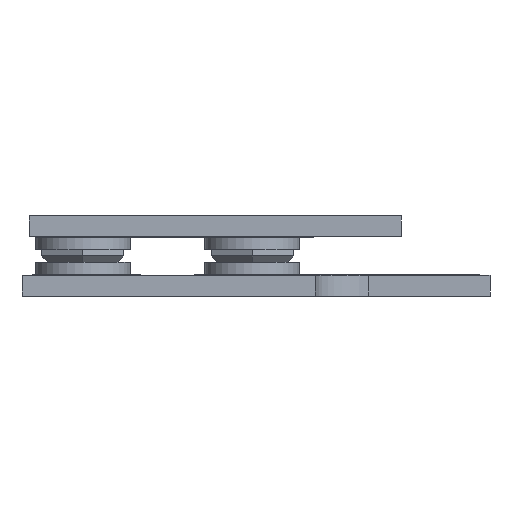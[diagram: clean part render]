
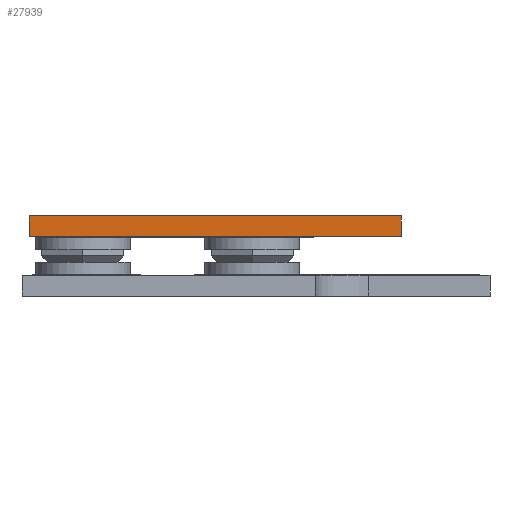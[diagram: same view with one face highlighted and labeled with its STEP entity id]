
A CAD part, left-side view. The second image highlights one B-rep face of the part: STEP entity #27939.
In plain terms, the highlighted face is planar.
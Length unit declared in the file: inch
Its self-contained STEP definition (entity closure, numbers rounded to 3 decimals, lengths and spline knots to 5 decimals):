
#4 = DIRECTION ( 'NONE',  ( 0., 0., -1. ) ) ;
#839 = CARTESIAN_POINT ( 'NONE',  ( 0.99, -0.275, 0.0155 ) ) ;
#2635 = LINE ( 'NONE', #25487, #12214 ) ;
#3184 = EDGE_LOOP ( 'NONE', ( #17412, #16121, #9735, #27433 ) ) ;
#5427 = DIRECTION ( 'NONE',  ( 0., 0., -1. ) ) ;
#5994 = DIRECTION ( 'NONE',  ( 0., 0., -1. ) ) ;
#6310 = CARTESIAN_POINT ( 'NONE',  ( 0.99, 0., -0.0155 ) ) ;
#7102 = CARTESIAN_POINT ( 'NONE',  ( 0.99, -0.275, 0.0155 ) ) ;
#7226 = VERTEX_POINT ( 'NONE', #7102 ) ;
#8974 = CARTESIAN_POINT ( 'NONE',  ( 0.99, -0.275, -0.0155 ) ) ;
#9073 = CARTESIAN_POINT ( 'NONE',  ( 0.99, 0.275, 0.0155 ) ) ;
#9136 = CARTESIAN_POINT ( 'NONE',  ( 0.99, 0.275, -0.0155 ) ) ;
#9297 = VECTOR ( 'NONE', #15513, 39.37008 ) ;
#9735 = ORIENTED_EDGE ( 'NONE', *, *, #31552, .T. ) ;
#10115 = DIRECTION ( 'NONE',  ( 1., 0., 0. ) ) ;
#10141 = VERTEX_POINT ( 'NONE', #9073 ) ;
#10720 = EDGE_CURVE ( 'NONE', #7226, #28169, #23918, .T. ) ;
#11807 = FACE_OUTER_BOUND ( 'NONE', #3184, .T. ) ;
#12214 = VECTOR ( 'NONE', #5994, 39.37008 ) ;
#13152 = VECTOR ( 'NONE', #4, 39.37008 ) ;
#13488 = CARTESIAN_POINT ( 'NONE',  ( 0.99, 0., 0.0155 ) ) ;
#15298 = CARTESIAN_POINT ( 'NONE',  ( 0.99, 0., 0.0155 ) ) ;
#15513 = DIRECTION ( 'NONE',  ( 0., -1., 0. ) ) ;
#16121 = ORIENTED_EDGE ( 'NONE', *, *, #20384, .F. ) ;
#17412 = ORIENTED_EDGE ( 'NONE', *, *, #29993, .F. ) ;
#18211 = AXIS2_PLACEMENT_3D ( 'NONE', #15298, #10115, #5427 ) ;
#19147 = LINE ( 'NONE', #6310, #31440 ) ;
#20063 = PLANE ( 'NONE',  #18211 ) ;
#20384 = EDGE_CURVE ( 'NONE', #10141, #23605, #2635, .T. ) ;
#20795 = LINE ( 'NONE', #13488, #9297 ) ;
#23605 = VERTEX_POINT ( 'NONE', #9136 ) ;
#23918 = LINE ( 'NONE', #839, #13152 ) ;
#25487 = CARTESIAN_POINT ( 'NONE',  ( 0.99, 0.275, 0.0155 ) ) ;
#26049 = DIRECTION ( 'NONE',  ( 0., -1., 0. ) ) ;
#27433 = ORIENTED_EDGE ( 'NONE', *, *, #10720, .T. ) ;
#27939 = ADVANCED_FACE ( 'NONE', ( #11807 ), #20063, .T. ) ;
#28169 = VERTEX_POINT ( 'NONE', #8974 ) ;
#29993 = EDGE_CURVE ( 'NONE', #23605, #28169, #19147, .T. ) ;
#31440 = VECTOR ( 'NONE', #26049, 39.37008 ) ;
#31552 = EDGE_CURVE ( 'NONE', #10141, #7226, #20795, .T. ) ;
